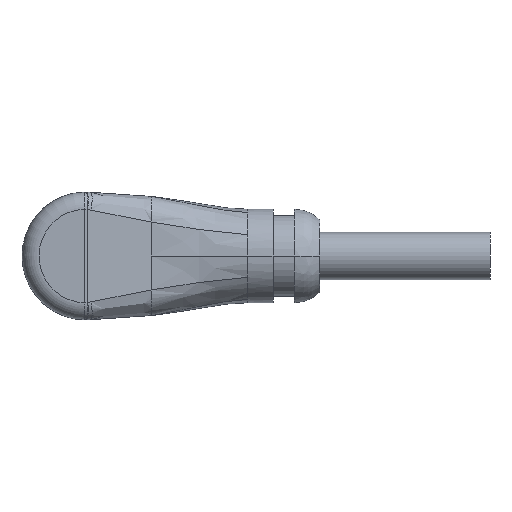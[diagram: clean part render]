
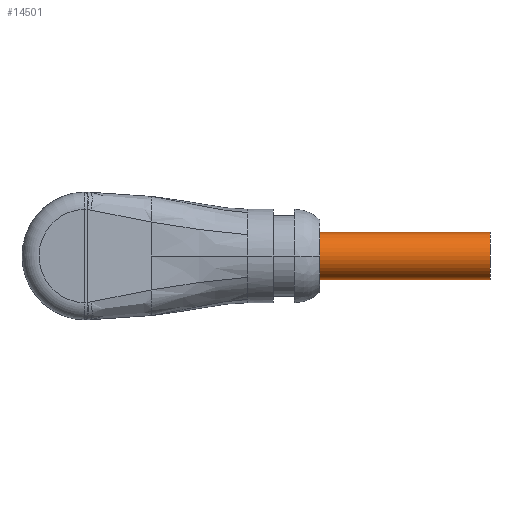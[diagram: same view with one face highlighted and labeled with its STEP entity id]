
A CAD part, front view. The second image highlights one B-rep face of the part: STEP entity #14501.
In plain terms, the highlighted cylindrical face has radius 2.8 mm (diameter 5.6 mm), a partial arc.
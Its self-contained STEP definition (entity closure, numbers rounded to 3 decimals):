
#3629=CARTESIAN_POINT('',(27.5,-14.7,0.));
#3630=DIRECTION('',(1.,0.,0.));
#3631=DIRECTION('',(0.,0.,1.));
#3632=AXIS2_PLACEMENT_3D('',#3629,#3630,#3631);
#3639=DIRECTION('',(-1.,0.,0.));
#3640=VECTOR('',#3639,20.);
#3641=CARTESIAN_POINT('',(47.5,-14.7,-2.8));
#3642=LINE('',#3641,#3640);
#3643=DIRECTION('',(-1.,0.,0.));
#3644=VECTOR('',#3643,20.);
#3645=CARTESIAN_POINT('',(47.5,-14.7,2.8));
#3646=LINE('',#3645,#3644);
#3647=CARTESIAN_POINT('',(47.5,-14.7,0.));
#3648=DIRECTION('',(-1.,0.,0.));
#3649=DIRECTION('',(0.,0.,-1.));
#3650=AXIS2_PLACEMENT_3D('',#3647,#3648,#3649);
#6840=CARTESIAN_POINT('',(27.5,-14.7,2.8));
#6841=CARTESIAN_POINT('',(27.5,-14.7,-2.8));
#6842=VERTEX_POINT('',#6840);
#6843=VERTEX_POINT('',#6841);
#6844=CARTESIAN_POINT('',(47.5,-14.7,2.8));
#6845=VERTEX_POINT('',#6844);
#6846=CARTESIAN_POINT('',(47.5,-14.7,-2.8));
#6847=VERTEX_POINT('',#6846);
#14487=CARTESIAN_POINT('',(27.5,-14.7,0.));
#14488=DIRECTION('',(1.,0.,0.));
#14489=DIRECTION('',(0.,0.,1.));
#14490=AXIS2_PLACEMENT_3D('',#14487,#14488,#14489);
#14491=CYLINDRICAL_SURFACE('',#14490,2.8);
#14492=ORIENTED_EDGE('',*,*,#14473,.F.);
#14494=ORIENTED_EDGE('',*,*,#14493,.F.);
#14496=ORIENTED_EDGE('',*,*,#14495,.F.);
#14498=ORIENTED_EDGE('',*,*,#14497,.T.);
#14499=EDGE_LOOP('',(#14492,#14494,#14496,#14498));
#14500=FACE_OUTER_BOUND('',#14499,.F.);
#3633=CIRCLE('',#3632,2.8);
#3651=CIRCLE('',#3650,2.8);
#14473=EDGE_CURVE('',#6842,#6843,#3633,.T.);
#14493=EDGE_CURVE('',#6845,#6842,#3646,.T.);
#14495=EDGE_CURVE('',#6847,#6845,#3651,.T.);
#14497=EDGE_CURVE('',#6847,#6843,#3642,.T.);
#14501=ADVANCED_FACE('',(#14500),#14491,.T.);
